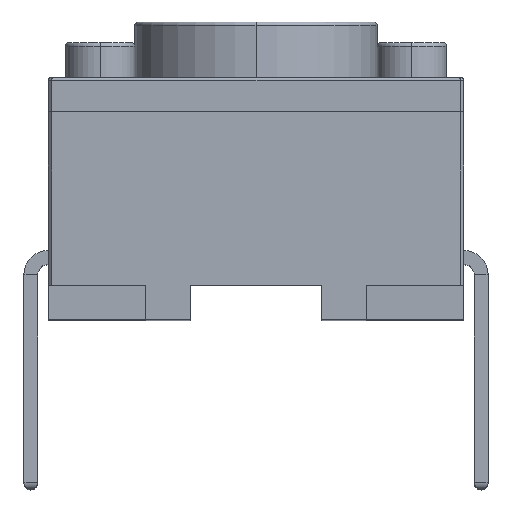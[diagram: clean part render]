
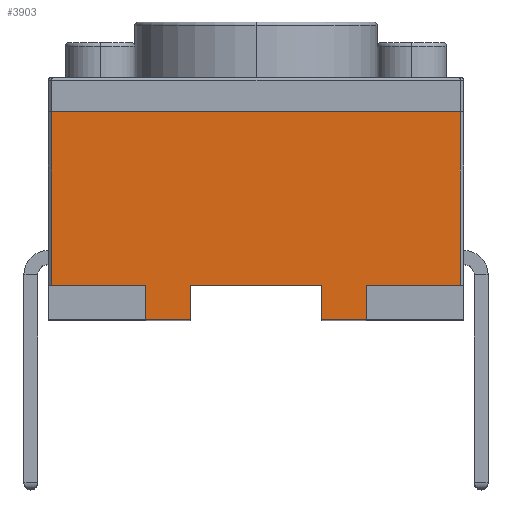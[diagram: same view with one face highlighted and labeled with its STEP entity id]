
A CAD part, top view. The second image highlights one B-rep face of the part: STEP entity #3903.
In plain terms, the highlighted planar face has unit normal (0, 0, 1).
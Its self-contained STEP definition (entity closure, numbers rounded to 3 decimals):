
#17 = VECTOR ( 'NONE', #5717, 1000. ) ;
#79 = EDGE_CURVE ( 'NONE', #4731, #6257, #2493, .T. ) ;
#141 = VERTEX_POINT ( 'NONE', #5827 ) ;
#153 = ORIENTED_EDGE ( 'NONE', *, *, #3694, .T. ) ;
#237 = EDGE_LOOP ( 'NONE', ( #3592, #5846, #3946, #1466, #3044, #1536, #2962, #153, #2711, #287, #3084, #1059 ) ) ;
#254 = EDGE_CURVE ( 'NONE', #1051, #1711, #1156, .T. ) ;
#255 = VECTOR ( 'NONE', #849, 1000. ) ;
#282 = VECTOR ( 'NONE', #5053, 1000. ) ;
#287 = ORIENTED_EDGE ( 'NONE', *, *, #3777, .F. ) ;
#289 = CARTESIAN_POINT ( 'NONE',  ( -3., 0., 3. ) ) ;
#323 = VERTEX_POINT ( 'NONE', #2545 ) ;
#589 = PLANE ( 'NONE',  #2489 ) ;
#656 = VECTOR ( 'NONE', #3988, 1000. ) ;
#701 = LINE ( 'NONE', #2577, #282 ) ;
#721 = DIRECTION ( 'NONE',  ( 0., -1., 0. ) ) ;
#753 = CARTESIAN_POINT ( 'NONE',  ( -1.6, 0.5, 3. ) ) ;
#781 = DIRECTION ( 'NONE',  ( -1., 0., 0. ) ) ;
#849 = DIRECTION ( 'NONE',  ( 1., 0., 0. ) ) ;
#930 = LINE ( 'NONE', #2524, #4080 ) ;
#997 = VECTOR ( 'NONE', #781, 1000. ) ;
#1051 = VERTEX_POINT ( 'NONE', #1431 ) ;
#1059 = ORIENTED_EDGE ( 'NONE', *, *, #5412, .T. ) ;
#1069 = DIRECTION ( 'NONE',  ( 0., 0., -1. ) ) ;
#1156 = LINE ( 'NONE', #2115, #3023 ) ;
#1203 = CARTESIAN_POINT ( 'NONE',  ( -2.95, 0.5, 3. ) ) ;
#1341 = LINE ( 'NONE', #4376, #17 ) ;
#1425 = VERTEX_POINT ( 'NONE', #4068 ) ;
#1431 = CARTESIAN_POINT ( 'NONE',  ( 2.95, 0.5, 3. ) ) ;
#1447 = VERTEX_POINT ( 'NONE', #3608 ) ;
#1466 = ORIENTED_EDGE ( 'NONE', *, *, #254, .T. ) ;
#1536 = ORIENTED_EDGE ( 'NONE', *, *, #4974, .T. ) ;
#1631 = EDGE_CURVE ( 'NONE', #1425, #1711, #4400, .T. ) ;
#1711 = VERTEX_POINT ( 'NONE', #1755 ) ;
#1755 = CARTESIAN_POINT ( 'NONE',  ( 2.95, 3., 3. ) ) ;
#1794 = LINE ( 'NONE', #4247, #997 ) ;
#1891 = CARTESIAN_POINT ( 'NONE',  ( -0.95, 0.5, 3. ) ) ;
#1956 = CARTESIAN_POINT ( 'NONE',  ( 1.6, 0.5, 3. ) ) ;
#1970 = VECTOR ( 'NONE', #6132, 1000. ) ;
#2115 = CARTESIAN_POINT ( 'NONE',  ( 2.95, 3.5, 3. ) ) ;
#2177 = VECTOR ( 'NONE', #4337, 1000. ) ;
#2224 = EDGE_CURVE ( 'NONE', #323, #3400, #2755, .T. ) ;
#2400 = LINE ( 'NONE', #3880, #2177 ) ;
#2489 = AXIS2_PLACEMENT_3D ( 'NONE', #5964, #1069, #2556 ) ;
#2493 = LINE ( 'NONE', #3407, #656 ) ;
#2524 = CARTESIAN_POINT ( 'NONE',  ( 0.95, 0.5, 3. ) ) ;
#2545 = CARTESIAN_POINT ( 'NONE',  ( 0.95, 0., 3. ) ) ;
#2556 = DIRECTION ( 'NONE',  ( -1., 0., 0. ) ) ;
#2577 = CARTESIAN_POINT ( 'NONE',  ( 1.6, 0.5, 3. ) ) ;
#2711 = ORIENTED_EDGE ( 'NONE', *, *, #79, .T. ) ;
#2755 = LINE ( 'NONE', #289, #3293 ) ;
#2905 = DIRECTION ( 'NONE',  ( 0., -1., 0. ) ) ;
#2962 = ORIENTED_EDGE ( 'NONE', *, *, #4894, .F. ) ;
#3023 = VECTOR ( 'NONE', #3665, 1000. ) ;
#3044 = ORIENTED_EDGE ( 'NONE', *, *, #1631, .F. ) ;
#3084 = ORIENTED_EDGE ( 'NONE', *, *, #5021, .F. ) ;
#3158 = CARTESIAN_POINT ( 'NONE',  ( -2.95, 3.5, 3. ) ) ;
#3283 = CARTESIAN_POINT ( 'NONE',  ( -3., 3., 3. ) ) ;
#3293 = VECTOR ( 'NONE', #5686, 1000. ) ;
#3400 = VERTEX_POINT ( 'NONE', #5802 ) ;
#3407 = CARTESIAN_POINT ( 'NONE',  ( -3., 0., 3. ) ) ;
#3536 = FACE_OUTER_BOUND ( 'NONE', #237, .T. ) ;
#3546 = LINE ( 'NONE', #6004, #5390 ) ;
#3592 = ORIENTED_EDGE ( 'NONE', *, *, #2224, .T. ) ;
#3601 = LINE ( 'NONE', #3158, #3764 ) ;
#3608 = CARTESIAN_POINT ( 'NONE',  ( -1.6, 0.5, 3. ) ) ;
#3665 = DIRECTION ( 'NONE',  ( 0., 1., 0. ) ) ;
#3694 = EDGE_CURVE ( 'NONE', #1447, #4731, #5240, .T. ) ;
#3750 = VERTEX_POINT ( 'NONE', #1891 ) ;
#3764 = VECTOR ( 'NONE', #721, 1000. ) ;
#3777 = EDGE_CURVE ( 'NONE', #3750, #6257, #2400, .T. ) ;
#3880 = CARTESIAN_POINT ( 'NONE',  ( -0.95, 0.5, 3. ) ) ;
#3903 = ADVANCED_FACE ( 'NONE', ( #3536 ), #589, .F. ) ;
#3946 = ORIENTED_EDGE ( 'NONE', *, *, #5833, .F. ) ;
#3988 = DIRECTION ( 'NONE',  ( 1., 0., 0. ) ) ;
#4068 = CARTESIAN_POINT ( 'NONE',  ( -2.95, 3., 3. ) ) ;
#4080 = VECTOR ( 'NONE', #2905, 1000. ) ;
#4205 = EDGE_CURVE ( 'NONE', #5853, #3400, #701, .T. ) ;
#4247 = CARTESIAN_POINT ( 'NONE',  ( -0.95, 0.5, 3. ) ) ;
#4337 = DIRECTION ( 'NONE',  ( 0., -1., 0. ) ) ;
#4349 = VERTEX_POINT ( 'NONE', #1203 ) ;
#4376 = CARTESIAN_POINT ( 'NONE',  ( 1.6, 0.5, 3. ) ) ;
#4400 = LINE ( 'NONE', #3283, #255 ) ;
#4646 = CARTESIAN_POINT ( 'NONE',  ( -1.6, 0., 3. ) ) ;
#4731 = VERTEX_POINT ( 'NONE', #4646 ) ;
#4894 = EDGE_CURVE ( 'NONE', #1447, #4349, #3546, .T. ) ;
#4974 = EDGE_CURVE ( 'NONE', #1425, #4349, #3601, .T. ) ;
#5021 = EDGE_CURVE ( 'NONE', #141, #3750, #1794, .T. ) ;
#5053 = DIRECTION ( 'NONE',  ( 0., -1., 0. ) ) ;
#5240 = LINE ( 'NONE', #753, #1970 ) ;
#5390 = VECTOR ( 'NONE', #6035, 1000. ) ;
#5412 = EDGE_CURVE ( 'NONE', #141, #323, #930, .T. ) ;
#5686 = DIRECTION ( 'NONE',  ( 1., 0., 0. ) ) ;
#5717 = DIRECTION ( 'NONE',  ( -1., 0., 0. ) ) ;
#5802 = CARTESIAN_POINT ( 'NONE',  ( 1.6, 0., 3. ) ) ;
#5827 = CARTESIAN_POINT ( 'NONE',  ( 0.95, 0.5, 3. ) ) ;
#5833 = EDGE_CURVE ( 'NONE', #1051, #5853, #1341, .T. ) ;
#5846 = ORIENTED_EDGE ( 'NONE', *, *, #4205, .F. ) ;
#5853 = VERTEX_POINT ( 'NONE', #1956 ) ;
#5888 = CARTESIAN_POINT ( 'NONE',  ( -0.95, 0., 3. ) ) ;
#5964 = CARTESIAN_POINT ( 'NONE',  ( -3., 3.5, 3. ) ) ;
#6004 = CARTESIAN_POINT ( 'NONE',  ( -1.6, 0.5, 3. ) ) ;
#6035 = DIRECTION ( 'NONE',  ( -1., 0., 0. ) ) ;
#6132 = DIRECTION ( 'NONE',  ( 0., -1., 0. ) ) ;
#6257 = VERTEX_POINT ( 'NONE', #5888 ) ;
